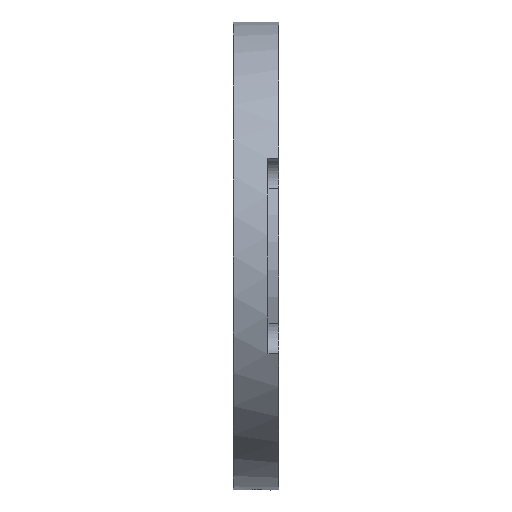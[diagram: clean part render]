
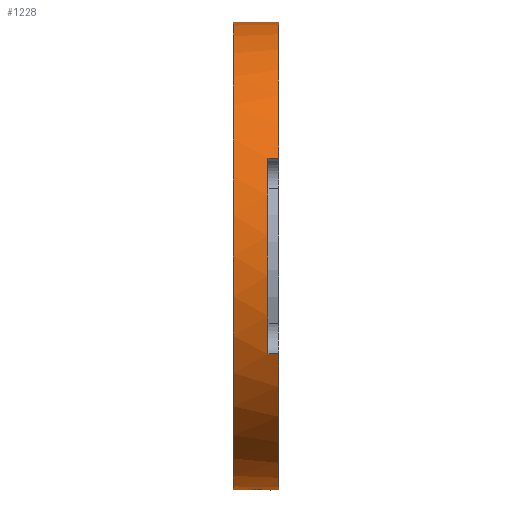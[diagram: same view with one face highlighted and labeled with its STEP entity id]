
A CAD part, left-side view. The second image highlights one B-rep face of the part: STEP entity #1228.
In plain terms, the highlighted cylindrical face has radius 21.5 mm (diameter 43 mm), a partial arc.
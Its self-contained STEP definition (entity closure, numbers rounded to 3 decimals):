
#23 = CARTESIAN_POINT ( 'NONE',  ( -1.07, 4.383, -21.473 ) ) ;
#25 = CARTESIAN_POINT ( 'NONE',  ( 0., 7.5, -21.5 ) ) ;
#40 = DIRECTION ( 'NONE',  ( 0., -1., 0. ) ) ;
#45 = CARTESIAN_POINT ( 'NONE',  ( 0., 3., 0. ) ) ;
#47 = EDGE_CURVE ( 'NONE', #1317, #334, #327, .T. ) ;
#52 = CIRCLE ( 'NONE', #1110, 21.5 ) ;
#65 = EDGE_CURVE ( 'NONE', #791, #495, #801, .T. ) ;
#78 = VECTOR ( 'NONE', #184, 1000. ) ;
#81 = CARTESIAN_POINT ( 'NONE',  ( -1.225, 5., -21.465 ) ) ;
#112 = DIRECTION ( 'NONE',  ( 0., 0., 1. ) ) ;
#118 = CARTESIAN_POINT ( 'NONE',  ( 0., 4., 0. ) ) ;
#128 = ORIENTED_EDGE ( 'NONE', *, *, #501, .F. ) ;
#143 = DIRECTION ( 'NONE',  ( 0., 0., -1. ) ) ;
#170 = LINE ( 'NONE', #500, #78 ) ;
#173 = ORIENTED_EDGE ( 'NONE', *, *, #47, .T. ) ;
#182 = CARTESIAN_POINT ( 'NONE',  ( -0.321, 6.193, -21.498 ) ) ;
#184 = DIRECTION ( 'NONE',  ( 0., 1., 0. ) ) ;
#191 = CARTESIAN_POINT ( 'NONE',  ( -0.618, 6.07, -21.492 ) ) ;
#212 = VECTOR ( 'NONE', #889, 1000. ) ;
#221 = VERTEX_POINT ( 'NONE', #810 ) ;
#229 = EDGE_CURVE ( 'NONE', #1099, #791, #170, .T. ) ;
#235 = EDGE_LOOP ( 'NONE', ( #722, #682, #173, #1300, #859, #968, #468, #927, #656, #380, #128 ) ) ;
#251 = CARTESIAN_POINT ( 'NONE',  ( 0., 3., 21.5 ) ) ;
#254 = LINE ( 'NONE', #587, #1335 ) ;
#259 = CARTESIAN_POINT ( 'NONE',  ( 0., 7.5, 0. ) ) ;
#281 = VERTEX_POINT ( 'NONE', #628 ) ;
#301 = B_SPLINE_CURVE_WITH_KNOTS ( 'NONE', 3,
 ( #316, #639, #182, #191, #621, #515, #1051, #753, #1044, #81 ),
 .UNSPECIFIED., .F., .F.,
 ( 4, 2, 2, 2, 4 ),
 ( 0., 0., 0.001, 0.001, 0.002 ),
 .UNSPECIFIED. ) ;
#316 = CARTESIAN_POINT ( 'NONE',  ( 0., 6.225, -21.5 ) ) ;
#327 = LINE ( 'NONE', #25, #866 ) ;
#334 = VERTEX_POINT ( 'NONE', #419 ) ;
#344 = CARTESIAN_POINT ( 'NONE',  ( 0., 7.5, -21.5 ) ) ;
#350 = DIRECTION ( 'NONE',  ( 0., 1., 0. ) ) ;
#358 = DIRECTION ( 'NONE',  ( 0., 0., 1. ) ) ;
#366 = CARTESIAN_POINT ( 'NONE',  ( -0.32, 3.807, -21.498 ) ) ;
#370 = CIRCLE ( 'NONE', #626, 21.5 ) ;
#375 = CARTESIAN_POINT ( 'NONE',  ( -1.225, 5., -21.465 ) ) ;
#380 = ORIENTED_EDGE ( 'NONE', *, *, #1144, .T. ) ;
#398 = AXIS2_PLACEMENT_3D ( 'NONE', #118, #544, #112 ) ;
#419 = CARTESIAN_POINT ( 'NONE',  ( 0., 6.225, -21.5 ) ) ;
#420 = EDGE_CURVE ( 'NONE', #1070, #1211, #254, .T. ) ;
#453 = CARTESIAN_POINT ( 'NONE',  ( -0.16, 3.775, -21.5 ) ) ;
#462 = CARTESIAN_POINT ( 'NONE',  ( -0.981, 4.248, -21.478 ) ) ;
#468 = ORIENTED_EDGE ( 'NONE', *, *, #481, .F. ) ;
#477 = CARTESIAN_POINT ( 'NONE',  ( -19.526, 4., -9. ) ) ;
#481 = EDGE_CURVE ( 'NONE', #1099, #281, #803, .T. ) ;
#495 = VERTEX_POINT ( 'NONE', #1333 ) ;
#500 = CARTESIAN_POINT ( 'NONE',  ( -19.526, 7.5, -9. ) ) ;
#501 = EDGE_CURVE ( 'NONE', #1211, #221, #370, .T. ) ;
#515 = CARTESIAN_POINT ( 'NONE',  ( -0.98, 5.753, -21.478 ) ) ;
#544 = DIRECTION ( 'NONE',  ( 0., 1., 0. ) ) ;
#559 = CARTESIAN_POINT ( 'NONE',  ( -0.752, 4.019, -21.487 ) ) ;
#560 = CARTESIAN_POINT ( 'NONE',  ( -1.225, 5., -21.465 ) ) ;
#570 = CARTESIAN_POINT ( 'NONE',  ( 0., 3., 0. ) ) ;
#587 = CARTESIAN_POINT ( 'NONE',  ( 0., 7.5, 21.5 ) ) ;
#618 = VECTOR ( 'NONE', #1193, 1000. ) ;
#621 = CARTESIAN_POINT ( 'NONE',  ( -0.754, 5.979, -21.487 ) ) ;
#626 = AXIS2_PLACEMENT_3D ( 'NONE', #45, #826, #1256 ) ;
#628 = CARTESIAN_POINT ( 'NONE',  ( 0., 3., -21.5 ) ) ;
#631 = VERTEX_POINT ( 'NONE', #1279 ) ;
#633 = CARTESIAN_POINT ( 'NONE',  ( 0., 7.2, -21.5 ) ) ;
#639 = CARTESIAN_POINT ( 'NONE',  ( -0.162, 6.225, -21.5 ) ) ;
#641 = CARTESIAN_POINT ( 'NONE',  ( 0., 7.2, 21.5 ) ) ;
#656 = ORIENTED_EDGE ( 'NONE', *, *, #65, .T. ) ;
#660 = DIRECTION ( 'NONE',  ( 0., -1., 0. ) ) ;
#673 = CYLINDRICAL_SURFACE ( 'NONE', #729, 21.5 ) ;
#682 = ORIENTED_EDGE ( 'NONE', *, *, #1289, .F. ) ;
#693 = DIRECTION ( 'NONE',  ( 0., -1., 0. ) ) ;
#722 = ORIENTED_EDGE ( 'NONE', *, *, #420, .F. ) ;
#729 = AXIS2_PLACEMENT_3D ( 'NONE', #259, #693, #143 ) ;
#753 = CARTESIAN_POINT ( 'NONE',  ( -1.193, 5.321, -21.467 ) ) ;
#783 = VERTEX_POINT ( 'NONE', #560 ) ;
#791 = VERTEX_POINT ( 'NONE', #477 ) ;
#801 = CIRCLE ( 'NONE', #398, 21.5 ) ;
#803 = CIRCLE ( 'NONE', #1276, 21.5 ) ;
#810 = CARTESIAN_POINT ( 'NONE',  ( -19.526, 3., 9. ) ) ;
#826 = DIRECTION ( 'NONE',  ( 0., -1., 0. ) ) ;
#859 = ORIENTED_EDGE ( 'NONE', *, *, #1258, .T. ) ;
#866 = VECTOR ( 'NONE', #660, 1000. ) ;
#880 = CARTESIAN_POINT ( 'NONE',  ( 0., 3.775, -21.5 ) ) ;
#889 = DIRECTION ( 'NONE',  ( 0., -1., 0. ) ) ;
#893 = DIRECTION ( 'NONE',  ( 0., -1., 0. ) ) ;
#927 = ORIENTED_EDGE ( 'NONE', *, *, #229, .T. ) ;
#968 = ORIENTED_EDGE ( 'NONE', *, *, #1273, .T. ) ;
#972 = CARTESIAN_POINT ( 'NONE',  ( -19.526, 7.5, 9. ) ) ;
#984 = CARTESIAN_POINT ( 'NONE',  ( -0.617, 3.93, -21.492 ) ) ;
#1044 = CARTESIAN_POINT ( 'NONE',  ( -1.225, 5.16, -21.465 ) ) ;
#1051 = CARTESIAN_POINT ( 'NONE',  ( -1.071, 5.616, -21.473 ) ) ;
#1070 = VERTEX_POINT ( 'NONE', #641 ) ;
#1073 = CARTESIAN_POINT ( 'NONE',  ( -19.526, 3., -9. ) ) ;
#1091 = B_SPLINE_CURVE_WITH_KNOTS ( 'NONE', 3,
 ( #375, #1102, #1236, #23, #462, #559, #984, #366, #453, #880 ),
 .UNSPECIFIED., .F., .F.,
 ( 4, 2, 2, 2, 4 ),
 ( 0.002, 0.002, 0.003, 0.003, 0.004 ),
 .UNSPECIFIED. ) ;
#1099 = VERTEX_POINT ( 'NONE', #1073 ) ;
#1102 = CARTESIAN_POINT ( 'NONE',  ( -1.225, 4.84, -21.465 ) ) ;
#1110 = AXIS2_PLACEMENT_3D ( 'NONE', #1320, #350, #358 ) ;
#1144 = EDGE_CURVE ( 'NONE', #495, #221, #1282, .T. ) ;
#1193 = DIRECTION ( 'NONE',  ( 0., -1., 0. ) ) ;
#1211 = VERTEX_POINT ( 'NONE', #251 ) ;
#1213 = FACE_OUTER_BOUND ( 'NONE', #235, .T. ) ;
#1228 = ADVANCED_FACE ( 'NONE', ( #1213 ), #673, .T. ) ;
#1236 = CARTESIAN_POINT ( 'NONE',  ( -1.193, 4.68, -21.467 ) ) ;
#1256 = DIRECTION ( 'NONE',  ( 0., 0., -1. ) ) ;
#1258 = EDGE_CURVE ( 'NONE', #783, #631, #1091, .T. ) ;
#1273 = EDGE_CURVE ( 'NONE', #631, #281, #1312, .T. ) ;
#1276 = AXIS2_PLACEMENT_3D ( 'NONE', #570, #893, #1322 ) ;
#1279 = CARTESIAN_POINT ( 'NONE',  ( 0., 3.775, -21.5 ) ) ;
#1282 = LINE ( 'NONE', #972, #618 ) ;
#1289 = EDGE_CURVE ( 'NONE', #1317, #1070, #52, .T. ) ;
#1300 = ORIENTED_EDGE ( 'NONE', *, *, #1387, .T. ) ;
#1312 = LINE ( 'NONE', #344, #212 ) ;
#1317 = VERTEX_POINT ( 'NONE', #633 ) ;
#1320 = CARTESIAN_POINT ( 'NONE',  ( 0., 7.2, 0. ) ) ;
#1322 = DIRECTION ( 'NONE',  ( 0., 0., -1. ) ) ;
#1333 = CARTESIAN_POINT ( 'NONE',  ( -19.526, 4., 9. ) ) ;
#1335 = VECTOR ( 'NONE', #40, 1000. ) ;
#1387 = EDGE_CURVE ( 'NONE', #334, #783, #301, .T. ) ;
